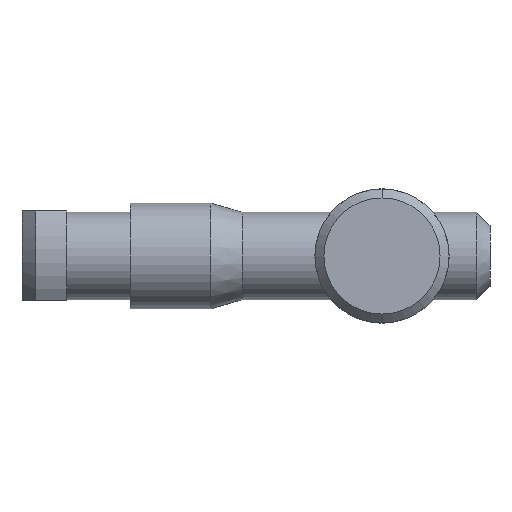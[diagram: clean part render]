
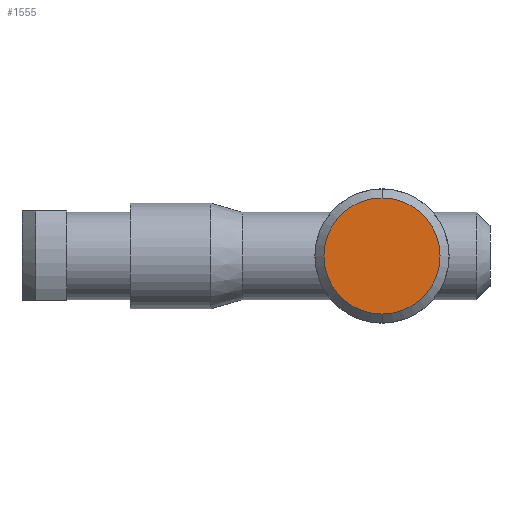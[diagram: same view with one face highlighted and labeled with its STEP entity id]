
A CAD part, left-side view. The second image highlights one B-rep face of the part: STEP entity #1555.
In plain terms, the highlighted face is planar.
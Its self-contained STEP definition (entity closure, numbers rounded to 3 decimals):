
#87 = AXIS2_PLACEMENT_3D ( 'NONE', #2105, #2326, #2346 ) ;
#335 = DIRECTION ( 'NONE',  ( 0., 0., 1. ) ) ;
#418 = FACE_OUTER_BOUND ( 'NONE', #850, .T. ) ;
#429 = VERTEX_POINT ( 'NONE', #1479 ) ;
#477 = EDGE_CURVE ( 'NONE', #1469, #429, #798, .T. ) ;
#649 = DIRECTION ( 'NONE',  ( 0., 1., 0. ) ) ;
#677 = CIRCLE ( 'NONE', #87, 6.45 ) ;
#732 = CARTESIAN_POINT ( 'NONE',  ( 0., 29.1, -6.45 ) ) ;
#798 = CIRCLE ( 'NONE', #1576, 6.45 ) ;
#850 = EDGE_LOOP ( 'NONE', ( #1006, #1646 ) ) ;
#1006 = ORIENTED_EDGE ( 'NONE', *, *, #477, .T. ) ;
#1203 = DIRECTION ( 'NONE',  ( 0., 1., 0. ) ) ;
#1468 = DIRECTION ( 'NONE',  ( 0., 0., 1. ) ) ;
#1469 = VERTEX_POINT ( 'NONE', #732 ) ;
#1479 = CARTESIAN_POINT ( 'NONE',  ( 0., 29.1, 6.45 ) ) ;
#1487 = AXIS2_PLACEMENT_3D ( 'NONE', #1990, #1203, #1468 ) ;
#1555 = ADVANCED_FACE ( 'NONE', ( #418 ), #2189, .T. ) ;
#1576 = AXIS2_PLACEMENT_3D ( 'NONE', #2100, #649, #335 ) ;
#1646 = ORIENTED_EDGE ( 'NONE', *, *, #2285, .T. ) ;
#1990 = CARTESIAN_POINT ( 'NONE',  ( 0., 29.1, 0. ) ) ;
#2100 = CARTESIAN_POINT ( 'NONE',  ( 0., 29.1, 0. ) ) ;
#2105 = CARTESIAN_POINT ( 'NONE',  ( 0., 29.1, 0. ) ) ;
#2189 = PLANE ( 'NONE',  #1487 ) ;
#2285 = EDGE_CURVE ( 'NONE', #429, #1469, #677, .T. ) ;
#2326 = DIRECTION ( 'NONE',  ( 0., 1., 0. ) ) ;
#2346 = DIRECTION ( 'NONE',  ( 0., 0., 1. ) ) ;
